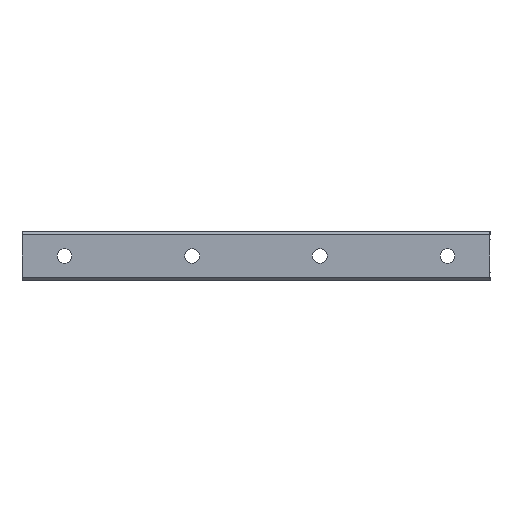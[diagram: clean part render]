
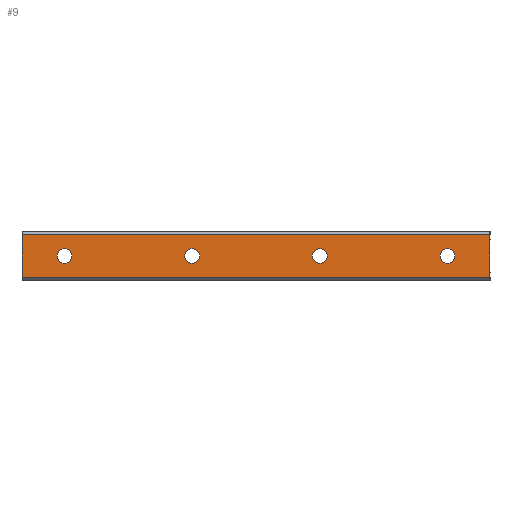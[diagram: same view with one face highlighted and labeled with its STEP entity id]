
A CAD part, front view. The second image highlights one B-rep face of the part: STEP entity #9.
In plain terms, the highlighted planar face has unit normal (0, -1, 0).
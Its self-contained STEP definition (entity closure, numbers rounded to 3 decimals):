
#3 = CARTESIAN_POINT ( 'NONE',  ( 120., 0., 3.5 ) ) ;
#9 = ADVANCED_FACE ( 'NONE', ( #787, #1029, #1490, #85, #1271 ), #925, .F. ) ;
#10 = VERTEX_POINT ( 'NONE', #566 ) ;
#27 = CARTESIAN_POINT ( 'NONE',  ( 180., 0., 0. ) ) ;
#50 = EDGE_CURVE ( 'NONE', #1062, #1414, #330, .T. ) ;
#69 = AXIS2_PLACEMENT_3D ( 'NONE', #93, #549, #1115 ) ;
#85 = FACE_BOUND ( 'NONE', #1031, .T. ) ;
#93 = CARTESIAN_POINT ( 'NONE',  ( 60., 0., 0. ) ) ;
#97 = EDGE_CURVE ( 'NONE', #1414, #1062, #303, .T. ) ;
#99 = VECTOR ( 'NONE', #623, 1000. ) ;
#121 = ORIENTED_EDGE ( 'NONE', *, *, #930, .F. ) ;
#150 = DIRECTION ( 'NONE',  ( 0., -1., 0. ) ) ;
#161 = DIRECTION ( 'NONE',  ( 0., 0., 1. ) ) ;
#169 = VERTEX_POINT ( 'NONE', #751 ) ;
#188 = DIRECTION ( 'NONE',  ( 0., 0., 1. ) ) ;
#190 = DIRECTION ( 'NONE',  ( 0., 0., -1. ) ) ;
#195 = CARTESIAN_POINT ( 'NONE',  ( 0., 0., 3.5 ) ) ;
#248 = CARTESIAN_POINT ( 'NONE',  ( 200., 0., 9.9 ) ) ;
#263 = VECTOR ( 'NONE', #1049, 1000. ) ;
#280 = EDGE_CURVE ( 'NONE', #472, #943, #991, .T. ) ;
#284 = ORIENTED_EDGE ( 'NONE', *, *, #280, .F. ) ;
#287 = EDGE_CURVE ( 'NONE', #468, #625, #867, .T. ) ;
#298 = VERTEX_POINT ( 'NONE', #1019 ) ;
#303 = CIRCLE ( 'NONE', #576, 3.5 ) ;
#315 = ORIENTED_EDGE ( 'NONE', *, *, #50, .F. ) ;
#317 = EDGE_CURVE ( 'NONE', #10, #1390, #1087, .T. ) ;
#324 = DIRECTION ( 'NONE',  ( 0., 0., 1. ) ) ;
#330 = CIRCLE ( 'NONE', #1256, 3.5 ) ;
#336 = AXIS2_PLACEMENT_3D ( 'NONE', #518, #150, #1449 ) ;
#339 = CIRCLE ( 'NONE', #1261, 3.5 ) ;
#347 = ORIENTED_EDGE ( 'NONE', *, *, #97, .F. ) ;
#383 = AXIS2_PLACEMENT_3D ( 'NONE', #793, #1365, #324 ) ;
#446 = CARTESIAN_POINT ( 'NONE',  ( 200., 0., 9.9 ) ) ;
#461 = AXIS2_PLACEMENT_3D ( 'NONE', #27, #509, #161 ) ;
#468 = VERTEX_POINT ( 'NONE', #1278 ) ;
#470 = ORIENTED_EDGE ( 'NONE', *, *, #978, .F. ) ;
#472 = VERTEX_POINT ( 'NONE', #3 ) ;
#504 = EDGE_LOOP ( 'NONE', ( #893, #1055 ) ) ;
#509 = DIRECTION ( 'NONE',  ( 0., -1., 0. ) ) ;
#518 = CARTESIAN_POINT ( 'NONE',  ( 120., 0., 0. ) ) ;
#536 = CARTESIAN_POINT ( 'NONE',  ( 200., 0., 9.9 ) ) ;
#549 = DIRECTION ( 'NONE',  ( 0., -1., 0. ) ) ;
#550 = CARTESIAN_POINT ( 'NONE',  ( 120., 0., 0. ) ) ;
#552 = VECTOR ( 'NONE', #716, 1000. ) ;
#566 = CARTESIAN_POINT ( 'NONE',  ( 60., 0., -3.5 ) ) ;
#573 = AXIS2_PLACEMENT_3D ( 'NONE', #446, #1012, #1393 ) ;
#576 = AXIS2_PLACEMENT_3D ( 'NONE', #1060, #1523, #1288 ) ;
#578 = VERTEX_POINT ( 'NONE', #596 ) ;
#596 = CARTESIAN_POINT ( 'NONE',  ( 180., 0., 3.5 ) ) ;
#602 = ORIENTED_EDGE ( 'NONE', *, *, #1241, .F. ) ;
#623 = DIRECTION ( 'NONE',  ( -1., 0., 0. ) ) ;
#625 = VERTEX_POINT ( 'NONE', #1314 ) ;
#716 = DIRECTION ( 'NONE',  ( 1., 0., 0. ) ) ;
#727 = VECTOR ( 'NONE', #190, 1000. ) ;
#730 = CARTESIAN_POINT ( 'NONE',  ( 0., 0., 0. ) ) ;
#734 = ORIENTED_EDGE ( 'NONE', *, *, #287, .F. ) ;
#751 = CARTESIAN_POINT ( 'NONE',  ( -20., 0., 9.9 ) ) ;
#768 = CIRCLE ( 'NONE', #383, 3.5 ) ;
#787 = FACE_OUTER_BOUND ( 'NONE', #1216, .T. ) ;
#793 = CARTESIAN_POINT ( 'NONE',  ( 60., 0., 0. ) ) ;
#806 = ORIENTED_EDGE ( 'NONE', *, *, #1412, .F. ) ;
#867 = LINE ( 'NONE', #1455, #99 ) ;
#893 = ORIENTED_EDGE ( 'NONE', *, *, #1422, .F. ) ;
#895 = LINE ( 'NONE', #1350, #727 ) ;
#901 = CIRCLE ( 'NONE', #1434, 3.5 ) ;
#902 = DIRECTION ( 'NONE',  ( 0., -1., 0. ) ) ;
#911 = CARTESIAN_POINT ( 'NONE',  ( 0., 0., -3.5 ) ) ;
#925 = PLANE ( 'NONE',  #573 ) ;
#930 = EDGE_CURVE ( 'NONE', #625, #169, #1172, .T. ) ;
#940 = DIRECTION ( 'NONE',  ( 0., -1., 0. ) ) ;
#943 = VERTEX_POINT ( 'NONE', #1511 ) ;
#956 = EDGE_LOOP ( 'NONE', ( #347, #315 ) ) ;
#974 = CIRCLE ( 'NONE', #461, 3.5 ) ;
#978 = EDGE_CURVE ( 'NONE', #298, #578, #339, .T. ) ;
#991 = CIRCLE ( 'NONE', #336, 3.5 ) ;
#1006 = VERTEX_POINT ( 'NONE', #536 ) ;
#1012 = DIRECTION ( 'NONE',  ( 0., 1., 0. ) ) ;
#1019 = CARTESIAN_POINT ( 'NONE',  ( 180., 0., -3.5 ) ) ;
#1029 = FACE_BOUND ( 'NONE', #956, .T. ) ;
#1031 = EDGE_LOOP ( 'NONE', ( #284, #806 ) ) ;
#1049 = DIRECTION ( 'NONE',  ( 0., 0., 1. ) ) ;
#1055 = ORIENTED_EDGE ( 'NONE', *, *, #317, .F. ) ;
#1056 = CARTESIAN_POINT ( 'NONE',  ( -20., 0., 9.9 ) ) ;
#1060 = CARTESIAN_POINT ( 'NONE',  ( 0., 0., 0. ) ) ;
#1062 = VERTEX_POINT ( 'NONE', #911 ) ;
#1075 = DIRECTION ( 'NONE',  ( 0., 0., 1. ) ) ;
#1087 = CIRCLE ( 'NONE', #69, 3.5 ) ;
#1092 = EDGE_CURVE ( 'NONE', #1006, #468, #895, .T. ) ;
#1115 = DIRECTION ( 'NONE',  ( 0., 0., 1. ) ) ;
#1146 = DIRECTION ( 'NONE',  ( 0., -1., 0. ) ) ;
#1163 = LINE ( 'NONE', #248, #552 ) ;
#1172 = LINE ( 'NONE', #1056, #263 ) ;
#1216 = EDGE_LOOP ( 'NONE', ( #734, #1446, #602, #121 ) ) ;
#1241 = EDGE_CURVE ( 'NONE', #169, #1006, #1163, .T. ) ;
#1256 = AXIS2_PLACEMENT_3D ( 'NONE', #730, #940, #1075 ) ;
#1261 = AXIS2_PLACEMENT_3D ( 'NONE', #1276, #1146, #1477 ) ;
#1271 = FACE_BOUND ( 'NONE', #504, .T. ) ;
#1276 = CARTESIAN_POINT ( 'NONE',  ( 180., 0., 0. ) ) ;
#1278 = CARTESIAN_POINT ( 'NONE',  ( 200., 0., -9.9 ) ) ;
#1288 = DIRECTION ( 'NONE',  ( 0., 0., 1. ) ) ;
#1293 = EDGE_CURVE ( 'NONE', #578, #298, #974, .T. ) ;
#1314 = CARTESIAN_POINT ( 'NONE',  ( -20., 0., -9.9 ) ) ;
#1347 = CARTESIAN_POINT ( 'NONE',  ( 60., 0., 3.5 ) ) ;
#1350 = CARTESIAN_POINT ( 'NONE',  ( 200., 0., 9.9 ) ) ;
#1365 = DIRECTION ( 'NONE',  ( 0., -1., 0. ) ) ;
#1390 = VERTEX_POINT ( 'NONE', #1347 ) ;
#1393 = DIRECTION ( 'NONE',  ( 0., 0., 1. ) ) ;
#1412 = EDGE_CURVE ( 'NONE', #943, #472, #901, .T. ) ;
#1414 = VERTEX_POINT ( 'NONE', #195 ) ;
#1420 = ORIENTED_EDGE ( 'NONE', *, *, #1293, .F. ) ;
#1422 = EDGE_CURVE ( 'NONE', #1390, #10, #768, .T. ) ;
#1434 = AXIS2_PLACEMENT_3D ( 'NONE', #550, #902, #188 ) ;
#1440 = EDGE_LOOP ( 'NONE', ( #1420, #470 ) ) ;
#1446 = ORIENTED_EDGE ( 'NONE', *, *, #1092, .F. ) ;
#1449 = DIRECTION ( 'NONE',  ( 0., 0., 1. ) ) ;
#1455 = CARTESIAN_POINT ( 'NONE',  ( 200., 0., -9.9 ) ) ;
#1477 = DIRECTION ( 'NONE',  ( 0., 0., 1. ) ) ;
#1490 = FACE_BOUND ( 'NONE', #1440, .T. ) ;
#1511 = CARTESIAN_POINT ( 'NONE',  ( 120., 0., -3.5 ) ) ;
#1523 = DIRECTION ( 'NONE',  ( 0., -1., 0. ) ) ;
